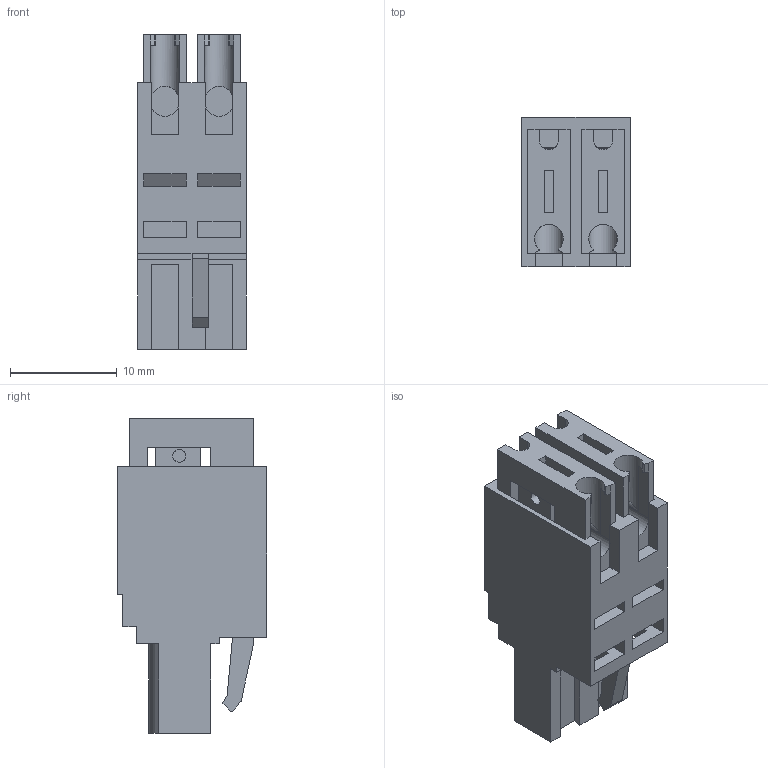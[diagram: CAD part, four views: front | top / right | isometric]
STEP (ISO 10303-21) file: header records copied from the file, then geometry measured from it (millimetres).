
FILE_DESCRIPTION( ( 'Unknown' ), '1' );
FILE_NAME( '691358710002.stp', 'Unknown', ( 'Unknown' ), ( 'Unknown' ), 'PSStep 18.0.17', 'Unknown', ' ' );
FILE_SCHEMA( ( 'AUTOMOTIVE_DESIGN { 1 0 10303 214 1 1 1 1 }' ) );
Length unit declared in the file: millimetre
Products named in the file (4): Assem1; 6913587100xx; 691(358710)(359740)0xx_Actuator; 691358710002
Assembly tree (5 placements, depth 2):
  Assem1
    6913587100xx  x2
    691(358710)(359740)0xx_Actuator  x2
    691358710002
Bounding box: 10.16 x 14 x 29.5 mm (x, y, z)
Volume: 1798.7 mm3; surface area: 4959.7 mm2
Topology: 3 solids, 5 shells, 644 faces, 1842 edges, 1203 vertices
Faces by surface type: plane 449, cylinder 177, bspline 8, torus 8, cone 2
Full cylindrical faces by diameter (mm): 1.2 x2, 1.5 x2, 2.9 x2
Entity records: 17702 total; most frequent: CARTESIAN_POINT 3571, ORIENTED_EDGE 2310, DIRECTION 2160, EDGE_CURVE 1155, LINE 940, VECTOR 940, VERTEX_POINT 761, AXIS2_PLACEMENT_3D 610
